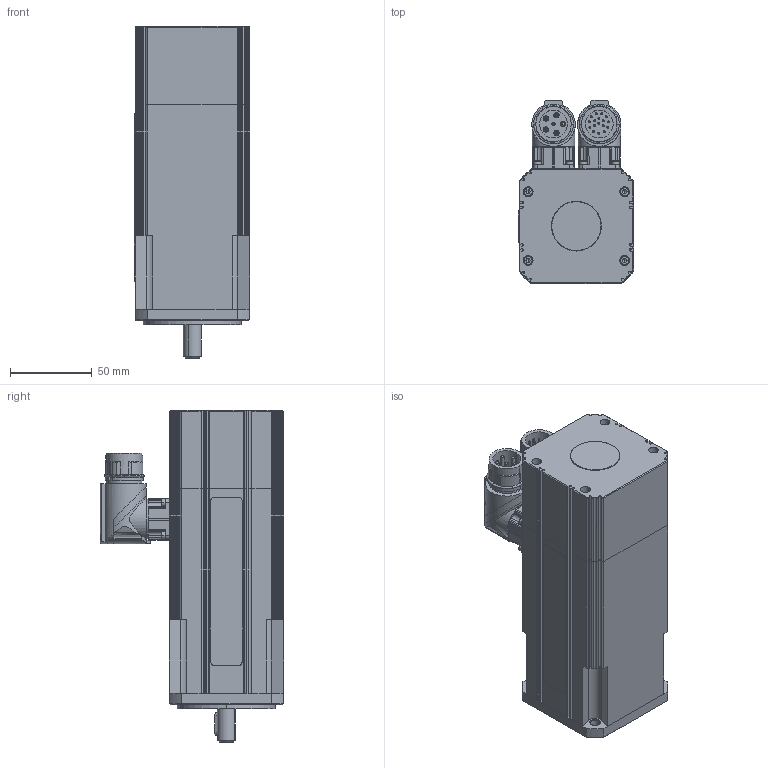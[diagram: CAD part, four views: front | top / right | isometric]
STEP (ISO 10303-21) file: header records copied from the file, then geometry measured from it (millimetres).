
FILE_DESCRIPTION((''),'2;1');
FILE_NAME('FP-307 + Encoder Heidenhain ECN-EQN 1100.stp','2012-01-25T09:21:58',('jlopez'),(''),'Autodesk Inventor 9','Autodesk Inventor 9','');
FILE_SCHEMA(('AUTOMOTIVE_DESIGN { 1 0 10303 214 1 1 1 1 }'));
Length unit declared in the file: millimetre
Products named in the file (1): Pieza1
Bounding box: 70.5 x 112.15 x 203 mm (x, y, z)
Volume: 898290.2 mm3; surface area: 96075.8 mm2
Topology: 1 solids, 22 shells, 1469 faces, 3809 edges, 2304 vertices
Faces by surface type: cylinder 624, plane 449, cone 180, bspline 120, torus 50, sphere 46
Entity records: 46390 total; most frequent: CARTESIAN_POINT 10844, DIRECTION 7755, ORIENTED_EDGE 7370, EDGE_CURVE 3685, AXIS2_PLACEMENT_3D 3029, VERTEX_POINT 2304, VECTOR 1697, LINE 1697
